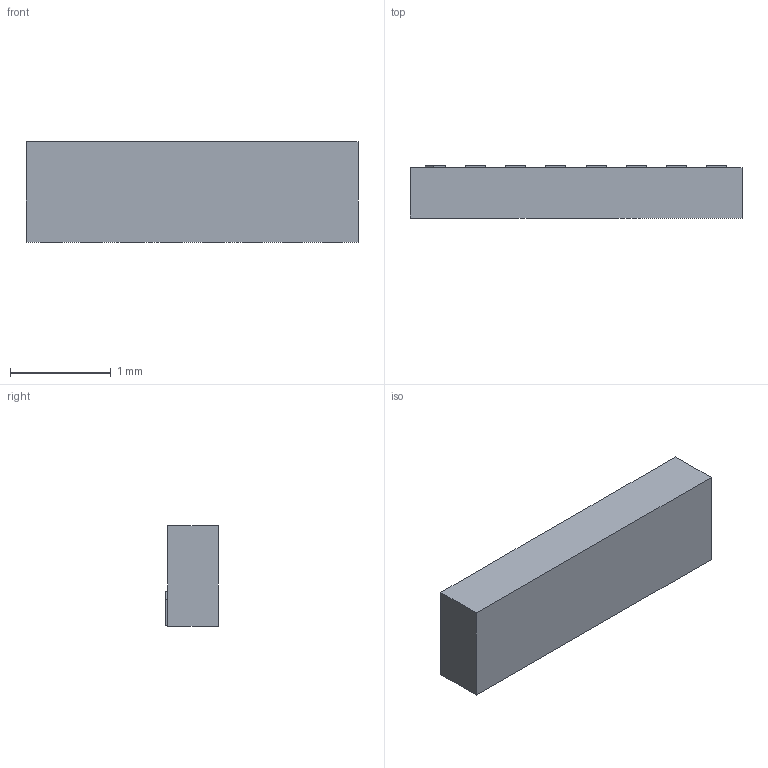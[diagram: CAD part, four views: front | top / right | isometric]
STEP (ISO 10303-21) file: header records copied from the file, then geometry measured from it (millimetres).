
FILE_DESCRIPTION (( 'STEP AP214' ), '1' );
FILE_NAME ('ESD7016.STEP', '2021-08-30T17:32:51', ( '' ), ( '' ), 'SwSTEP 2.0', 'SolidWorks 2016', '' );
FILE_SCHEMA (( 'AUTOMOTIVE_DESIGN' ));
Length unit declared in the file: millimetre
Products named in the file (1): ESD7016
Bounding box: 3.3 x 0.52 x 1 mm (x, y, z)
Volume: 1.7 mm3; surface area: 11.1 mm2
Topology: 1 solids, 1 shells, 95 faces, 231 edges, 154 vertices
Faces by surface type: plane 95
Entity records: 3804 total; most frequent: CARTESIAN_POINT 481, ORIENTED_EDGE 462, DIRECTION 423, LINE 231, VECTOR 231, EDGE_CURVE 231, VERTEX_POINT 154, EDGE_LOOP 111
